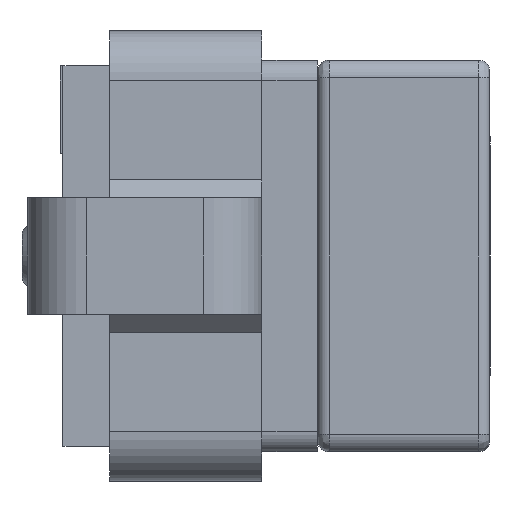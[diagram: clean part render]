
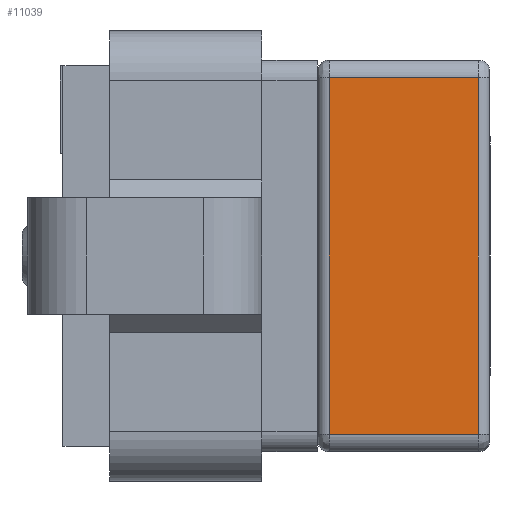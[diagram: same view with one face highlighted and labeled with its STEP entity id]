
A CAD part, left-side view. The second image highlights one B-rep face of the part: STEP entity #11039.
In plain terms, the highlighted planar face has unit normal (-1, 0, 0).
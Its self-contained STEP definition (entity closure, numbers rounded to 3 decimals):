
#34 = EDGE_CURVE ( 'NONE', #10230, #12949, #4654, .T. ) ;
#191 = VECTOR ( 'NONE', #3298, 1000. ) ;
#212 = EDGE_CURVE ( 'NONE', #11246, #9604, #313, .T. ) ;
#313 = LINE ( 'NONE', #8451, #13330 ) ;
#712 = EDGE_CURVE ( 'NONE', #9604, #10230, #7014, .T. ) ;
#1172 = EDGE_CURVE ( 'NONE', #12949, #11246, #8981, .T. ) ;
#1332 = DIRECTION ( 'NONE',  ( 0., 0., -1. ) ) ;
#1375 = VECTOR ( 'NONE', #1332, 1000. ) ;
#2370 = DIRECTION ( 'NONE',  ( 1., 0., 0. ) ) ;
#3298 = DIRECTION ( 'NONE',  ( 0., 0., 1. ) ) ;
#3978 = VECTOR ( 'NONE', #9215, 1000. ) ;
#4654 = LINE ( 'NONE', #5845, #3978 ) ;
#5428 = FACE_OUTER_BOUND ( 'NONE', #12891, .T. ) ;
#5845 = CARTESIAN_POINT ( 'NONE',  ( -6.15, -3.75, -3.05 ) ) ;
#5894 = CARTESIAN_POINT ( 'NONE',  ( -6.15, -6.3, -3.05 ) ) ;
#6095 = CARTESIAN_POINT ( 'NONE',  ( -6.15, -5.05, 0. ) ) ;
#6379 = CARTESIAN_POINT ( 'NONE',  ( -6.15, -6.3, 3.05 ) ) ;
#7014 = LINE ( 'NONE', #11592, #1375 ) ;
#7472 = DIRECTION ( 'NONE',  ( 0., 1., 0. ) ) ;
#7848 = ORIENTED_EDGE ( 'NONE', *, *, #712, .T. ) ;
#7933 = CARTESIAN_POINT ( 'NONE',  ( -6.15, -6.3, -3.05 ) ) ;
#8222 = AXIS2_PLACEMENT_3D ( 'NONE', #6095, #2370, #9340 ) ;
#8451 = CARTESIAN_POINT ( 'NONE',  ( -6.15, -6.35, 3.05 ) ) ;
#8474 = ORIENTED_EDGE ( 'NONE', *, *, #1172, .T. ) ;
#8981 = LINE ( 'NONE', #7933, #191 ) ;
#9215 = DIRECTION ( 'NONE',  ( 0., -1., 0. ) ) ;
#9340 = DIRECTION ( 'NONE',  ( 0., 1., 0. ) ) ;
#9604 = VERTEX_POINT ( 'NONE', #12130 ) ;
#10230 = VERTEX_POINT ( 'NONE', #13498 ) ;
#11039 = ADVANCED_FACE ( 'NONE', ( #5428 ), #13579, .F. ) ;
#11246 = VERTEX_POINT ( 'NONE', #6379 ) ;
#11592 = CARTESIAN_POINT ( 'NONE',  ( -6.15, -3.75, 3.05 ) ) ;
#11670 = ORIENTED_EDGE ( 'NONE', *, *, #212, .T. ) ;
#12130 = CARTESIAN_POINT ( 'NONE',  ( -6.15, -3.75, 3.05 ) ) ;
#12891 = EDGE_LOOP ( 'NONE', ( #7848, #14177, #8474, #11670 ) ) ;
#12949 = VERTEX_POINT ( 'NONE', #5894 ) ;
#13330 = VECTOR ( 'NONE', #7472, 1000. ) ;
#13498 = CARTESIAN_POINT ( 'NONE',  ( -6.15, -3.75, -3.05 ) ) ;
#13579 = PLANE ( 'NONE',  #8222 ) ;
#14177 = ORIENTED_EDGE ( 'NONE', *, *, #34, .T. ) ;
